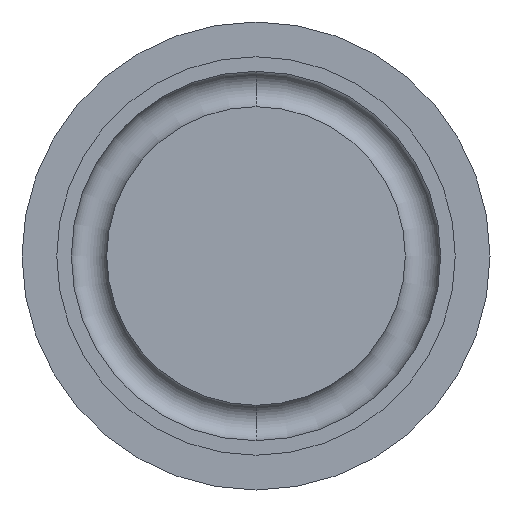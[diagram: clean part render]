
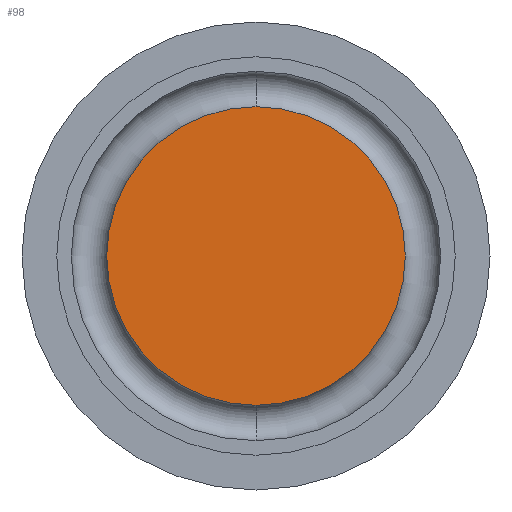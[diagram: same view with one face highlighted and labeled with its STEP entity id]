
A CAD part, left-side view. The second image highlights one B-rep face of the part: STEP entity #98.
In plain terms, the highlighted planar face has unit normal (-1, 0, 0).
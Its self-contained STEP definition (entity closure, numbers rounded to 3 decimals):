
#3 = CARTESIAN_POINT ( 'NONE',  ( -8.85, -27.86, 20.415 ) ) ;
#17 = DIRECTION ( 'NONE',  ( -1., 0., 0. ) ) ;
#25 = CARTESIAN_POINT ( 'NONE',  ( -8.85, 0., 0. ) ) ;
#45 = VERTEX_POINT ( 'NONE', #435 ) ;
#54 = AXIS2_PLACEMENT_3D ( 'NONE', #25, #305, #71 ) ;
#71 = DIRECTION ( 'NONE',  ( 0., 0., -1. ) ) ;
#90 = EDGE_LOOP ( 'NONE', ( #237, #467 ) ) ;
#94 = DIRECTION ( 'NONE',  ( 0., 0., 1. ) ) ;
#98 = ADVANCED_FACE ( 'NONE', ( #437 ), #521, .F. ) ;
#158 = AXIS2_PLACEMENT_3D ( 'NONE', #382, #17, #169 ) ;
#169 = DIRECTION ( 'NONE',  ( 0., 0., 1. ) ) ;
#237 = ORIENTED_EDGE ( 'NONE', *, *, #373, .T. ) ;
#264 = CIRCLE ( 'NONE', #158, 20.415 ) ;
#293 = CARTESIAN_POINT ( 'NONE',  ( -8.85, -27.86, 0. ) ) ;
#298 = DIRECTION ( 'NONE',  ( -1., 0., 0. ) ) ;
#305 = DIRECTION ( 'NONE',  ( 1., 0., 0. ) ) ;
#373 = EDGE_CURVE ( 'NONE', #418, #45, #460, .T. ) ;
#382 = CARTESIAN_POINT ( 'NONE',  ( -8.85, -27.86, 0. ) ) ;
#418 = VERTEX_POINT ( 'NONE', #3 ) ;
#422 = EDGE_CURVE ( 'NONE', #45, #418, #264, .T. ) ;
#431 = AXIS2_PLACEMENT_3D ( 'NONE', #293, #298, #94 ) ;
#435 = CARTESIAN_POINT ( 'NONE',  ( -8.85, -27.86, -20.415 ) ) ;
#437 = FACE_OUTER_BOUND ( 'NONE', #90, .T. ) ;
#460 = CIRCLE ( 'NONE', #431, 20.415 ) ;
#467 = ORIENTED_EDGE ( 'NONE', *, *, #422, .T. ) ;
#521 = PLANE ( 'NONE',  #54 ) ;
